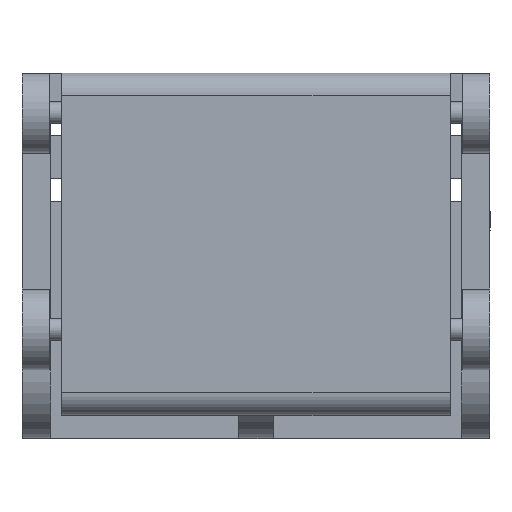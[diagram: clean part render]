
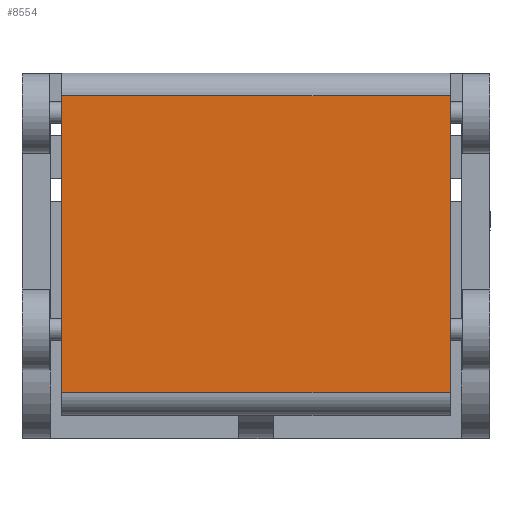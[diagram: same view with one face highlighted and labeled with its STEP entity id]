
A CAD part, top view. The second image highlights one B-rep face of the part: STEP entity #8554.
In plain terms, the highlighted planar face has unit normal (0, 0, 1).
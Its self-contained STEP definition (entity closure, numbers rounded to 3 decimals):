
#473=PLANE('',#9040);
#781=FACE_OUTER_BOUND('',#1227,.T.);
#1227=EDGE_LOOP('',(#5791,#5792,#5793,#5794));
#1741=LINE('',#11592,#2625);
#1742=LINE('',#11596,#2626);
#1743=LINE('',#11598,#2627);
#1744=LINE('',#11599,#2628);
#2625=VECTOR('',#9626,1000.);
#2626=VECTOR('',#9631,1000.);
#2627=VECTOR('',#9632,1000.);
#2628=VECTOR('',#9633,1000.);
#3613=VERTEX_POINT('',#11589);
#3614=VERTEX_POINT('',#11591);
#3615=VERTEX_POINT('',#11595);
#3616=VERTEX_POINT('',#11597);
#4506=EDGE_CURVE('',#3614,#3613,#1741,.T.);
#4508=EDGE_CURVE('',#3613,#3615,#1742,.T.);
#4509=EDGE_CURVE('',#3616,#3615,#1743,.T.);
#4510=EDGE_CURVE('',#3614,#3616,#1744,.T.);
#5791=ORIENTED_EDGE('',*,*,#4508,.T.);
#5792=ORIENTED_EDGE('',*,*,#4509,.F.);
#5793=ORIENTED_EDGE('',*,*,#4510,.F.);
#5794=ORIENTED_EDGE('',*,*,#4506,.T.);
#8554=ADVANCED_FACE('',(#781),#473,.F.);
#9040=AXIS2_PLACEMENT_3D('',#11594,#9629,#9630);
#9626=DIRECTION('',(1.,0.,0.));
#9629=DIRECTION('center_axis',(0.,0.,-1.));
#9630=DIRECTION('ref_axis',(-1.,0.,0.));
#9631=DIRECTION('',(0.,1.,0.));
#9632=DIRECTION('',(1.,0.,0.));
#9633=DIRECTION('',(0.,1.,0.));
#11589=CARTESIAN_POINT('',(3.75,-6.,16.5));
#11591=CARTESIAN_POINT('',(-13.25,-6.,16.5));
#11592=CARTESIAN_POINT('',(-13.25,-6.,16.5));
#11594=CARTESIAN_POINT('Origin',(-13.25,7.,16.5));
#11595=CARTESIAN_POINT('',(3.75,7.,16.5));
#11596=CARTESIAN_POINT('',(3.75,7.,16.5));
#11597=CARTESIAN_POINT('',(-13.25,7.,16.5));
#11598=CARTESIAN_POINT('',(-13.25,7.,16.5));
#11599=CARTESIAN_POINT('',(-13.25,7.,16.5));
